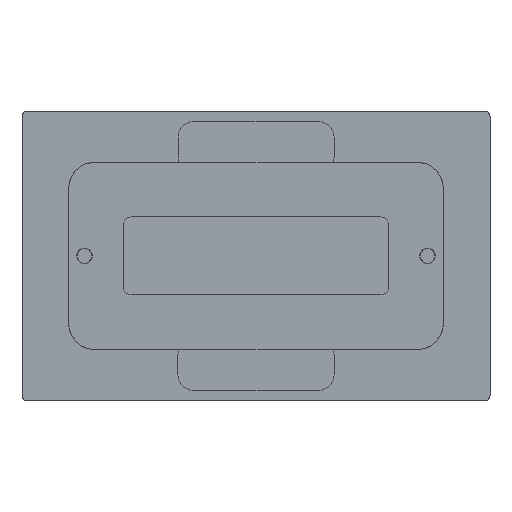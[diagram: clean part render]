
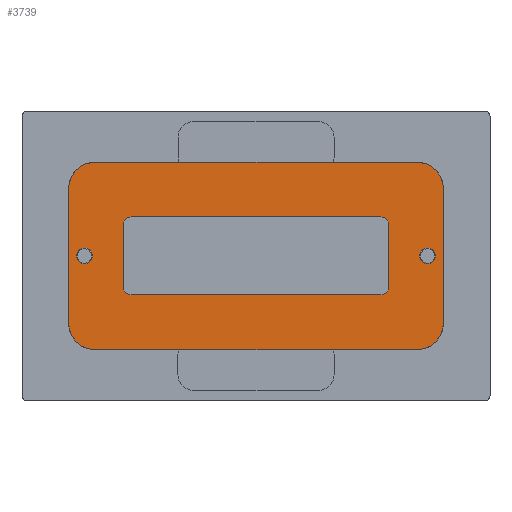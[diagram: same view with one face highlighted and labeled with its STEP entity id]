
A CAD part, top view. The second image highlights one B-rep face of the part: STEP entity #3739.
In plain terms, the highlighted planar face has unit normal (0, 0, 1).
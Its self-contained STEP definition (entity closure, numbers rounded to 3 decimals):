
#142=CIRCLE('',#4140,5.);
#143=CIRCLE('',#4143,5.);
#148=CIRCLE('',#4156,1.5);
#149=CIRCLE('',#4157,1.5);
#150=CIRCLE('',#4158,1.5);
#151=CIRCLE('',#4159,1.5);
#152=CIRCLE('',#4160,1.5);
#153=CIRCLE('',#4161,1.5);
#154=CIRCLE('',#4162,5.);
#155=CIRCLE('',#4163,5.);
#1072=ORIENTED_EDGE('',*,*,#1816,.T.);
#1073=ORIENTED_EDGE('',*,*,#1817,.T.);
#1074=ORIENTED_EDGE('',*,*,#1802,.F.);
#1075=ORIENTED_EDGE('',*,*,#1818,.T.);
#1076=ORIENTED_EDGE('',*,*,#1806,.F.);
#1077=ORIENTED_EDGE('',*,*,#1819,.T.);
#1078=ORIENTED_EDGE('',*,*,#1808,.F.);
#1079=ORIENTED_EDGE('',*,*,#1820,.T.);
#1080=ORIENTED_EDGE('',*,*,#1811,.F.);
#1081=ORIENTED_EDGE('',*,*,#1821,.T.);
#1082=ORIENTED_EDGE('',*,*,#1767,.T.);
#1083=ORIENTED_EDGE('',*,*,#1787,.T.);
#1084=ORIENTED_EDGE('',*,*,#1814,.T.);
#1085=ORIENTED_EDGE('',*,*,#1822,.T.);
#1086=ORIENTED_EDGE('',*,*,#1763,.T.);
#1087=ORIENTED_EDGE('',*,*,#1823,.T.);
#1088=ORIENTED_EDGE('',*,*,#1800,.T.);
#1089=ORIENTED_EDGE('',*,*,#1783,.T.);
#1763=EDGE_CURVE('',#2193,#2192,#2533,.T.);
#1767=EDGE_CURVE('',#2197,#2196,#2537,.T.);
#1783=EDGE_CURVE('',#2210,#2197,#142,.T.);
#1787=EDGE_CURVE('',#2196,#2211,#143,.T.);
#1800=EDGE_CURVE('',#2224,#2210,#2556,.T.);
#1802=EDGE_CURVE('',#2225,#2226,#2558,.T.);
#1806=EDGE_CURVE('',#2227,#2228,#2562,.T.);
#1808=EDGE_CURVE('',#2229,#2230,#2564,.T.);
#1811=EDGE_CURVE('',#2231,#2232,#2567,.T.);
#1814=EDGE_CURVE('',#2211,#2233,#2570,.T.);
#1816=EDGE_CURVE('',#2234,#2234,#148,.F.);
#1817=EDGE_CURVE('',#2235,#2235,#149,.F.);
#1818=EDGE_CURVE('',#2225,#2228,#150,.F.);
#1819=EDGE_CURVE('',#2227,#2230,#151,.F.);
#1820=EDGE_CURVE('',#2229,#2232,#152,.F.);
#1821=EDGE_CURVE('',#2231,#2226,#153,.F.);
#1822=EDGE_CURVE('',#2233,#2193,#154,.T.);
#1823=EDGE_CURVE('',#2192,#2224,#155,.T.);
#2192=VERTEX_POINT('',#6128);
#2193=VERTEX_POINT('',#6130);
#2196=VERTEX_POINT('',#6137);
#2197=VERTEX_POINT('',#6139);
#2210=VERTEX_POINT('',#6170);
#2211=VERTEX_POINT('',#6175);
#2224=VERTEX_POINT('',#6204);
#2225=VERTEX_POINT('',#6208);
#2226=VERTEX_POINT('',#6209);
#2227=VERTEX_POINT('',#6214);
#2228=VERTEX_POINT('',#6216);
#2229=VERTEX_POINT('',#6220);
#2230=VERTEX_POINT('',#6221);
#2231=VERTEX_POINT('',#6226);
#2232=VERTEX_POINT('',#6227);
#2233=VERTEX_POINT('',#6232);
#2234=VERTEX_POINT('',#6236);
#2235=VERTEX_POINT('',#6238);
#2533=LINE('',#6129,#2841);
#2537=LINE('',#6138,#2845);
#2556=LINE('',#6203,#2864);
#2558=LINE('',#6207,#2866);
#2562=LINE('',#6215,#2870);
#2564=LINE('',#6219,#2872);
#2567=LINE('',#6225,#2875);
#2570=LINE('',#6231,#2878);
#2841=VECTOR('',#4969,1000.);
#2845=VECTOR('',#4975,1000.);
#2864=VECTOR('',#5032,1000.);
#2866=VECTOR('',#5036,1000.);
#2870=VECTOR('',#5042,1000.);
#2872=VECTOR('',#5046,1000.);
#2875=VECTOR('',#5051,1000.);
#2878=VECTOR('',#5056,1000.);
#3121=EDGE_LOOP('',(#1072));
#3122=EDGE_LOOP('',(#1073));
#3123=EDGE_LOOP('',(#1074,#1075,#1076,#1077,#1078,#1079,#1080,#1081));
#3124=EDGE_LOOP('',(#1082,#1083,#1084,#1085,#1086,#1087,#1088,#1089));
#3395=FACE_BOUND('',#3121,.T.);
#3396=FACE_BOUND('',#3122,.T.);
#3397=FACE_BOUND('',#3123,.T.);
#3398=FACE_BOUND('',#3124,.T.);
#3587=PLANE('',#4155);
#3739=ADVANCED_FACE('',(#3395,#3396,#3397,#3398),#3587,.T.);
#4140=AXIS2_PLACEMENT_3D('',#6169,#5002,#5003);
#4143=AXIS2_PLACEMENT_3D('',#6176,#5010,#5011);
#4155=AXIS2_PLACEMENT_3D('',#6234,#5058,#5059);
#4156=AXIS2_PLACEMENT_3D('',#6235,#5060,#5061);
#4157=AXIS2_PLACEMENT_3D('',#6237,#5062,#5063);
#4158=AXIS2_PLACEMENT_3D('',#6239,#5064,#5065);
#4159=AXIS2_PLACEMENT_3D('',#6240,#5066,#5067);
#4160=AXIS2_PLACEMENT_3D('',#6241,#5068,#5069);
#4161=AXIS2_PLACEMENT_3D('',#6242,#5070,#5071);
#4162=AXIS2_PLACEMENT_3D('',#6243,#5072,#5073);
#4163=AXIS2_PLACEMENT_3D('',#6244,#5074,#5075);
#4969=DIRECTION('',(-1.,0.,0.));
#4975=DIRECTION('',(1.,0.,0.));
#5002=DIRECTION('',(0.,0.,1.));
#5003=DIRECTION('',(1.,0.,0.));
#5010=DIRECTION('',(0.,0.,1.));
#5011=DIRECTION('',(1.,0.,0.));
#5032=DIRECTION('',(0.,-1.,0.));
#5036=DIRECTION('',(0.,-1.,0.));
#5042=DIRECTION('',(-1.,0.,0.));
#5046=DIRECTION('',(0.,1.,0.));
#5051=DIRECTION('',(1.,0.,0.));
#5056=DIRECTION('',(0.,1.,0.));
#5058=DIRECTION('',(0.,0.,1.));
#5059=DIRECTION('',(1.,0.,0.));
#5060=DIRECTION('',(0.,0.,1.));
#5061=DIRECTION('',(1.,0.,0.));
#5062=DIRECTION('',(0.,0.,1.));
#5063=DIRECTION('',(1.,0.,0.));
#5064=DIRECTION('',(0.,0.,1.));
#5065=DIRECTION('',(1.,0.,0.));
#5066=DIRECTION('',(0.,0.,1.));
#5067=DIRECTION('',(1.,0.,0.));
#5068=DIRECTION('',(0.,0.,1.));
#5069=DIRECTION('',(1.,0.,0.));
#5070=DIRECTION('',(0.,0.,1.));
#5071=DIRECTION('',(1.,0.,0.));
#5072=DIRECTION('',(0.,0.,1.));
#5073=DIRECTION('',(1.,0.,0.));
#5074=DIRECTION('',(0.,0.,1.));
#5075=DIRECTION('',(1.,0.,0.));
#6128=CARTESIAN_POINT('',(-31.,18.,4.));
#6129=CARTESIAN_POINT('',(36.,18.,4.));
#6130=CARTESIAN_POINT('',(31.,18.,4.));
#6137=CARTESIAN_POINT('',(31.,-18.,4.));
#6138=CARTESIAN_POINT('',(-36.,-18.,4.));
#6139=CARTESIAN_POINT('',(-31.,-18.,4.));
#6169=CARTESIAN_POINT('',(-31.,-13.,4.));
#6170=CARTESIAN_POINT('',(-36.,-13.,4.));
#6175=CARTESIAN_POINT('',(36.,-13.,4.));
#6176=CARTESIAN_POINT('',(31.,-13.,4.));
#6203=CARTESIAN_POINT('',(-36.,18.,4.));
#6204=CARTESIAN_POINT('',(-36.,13.,4.));
#6207=CARTESIAN_POINT('',(-25.5,7.5,4.));
#6208=CARTESIAN_POINT('',(-25.5,6.,4.));
#6209=CARTESIAN_POINT('',(-25.5,-6.,4.));
#6214=CARTESIAN_POINT('',(24.,7.5,4.));
#6215=CARTESIAN_POINT('',(25.5,7.5,4.));
#6216=CARTESIAN_POINT('',(-24.,7.5,4.));
#6219=CARTESIAN_POINT('',(25.5,-7.5,4.));
#6220=CARTESIAN_POINT('',(25.5,-6.,4.));
#6221=CARTESIAN_POINT('',(25.5,6.,4.));
#6225=CARTESIAN_POINT('',(-25.5,-7.5,4.));
#6226=CARTESIAN_POINT('',(-24.,-7.5,4.));
#6227=CARTESIAN_POINT('',(24.,-7.5,4.));
#6231=CARTESIAN_POINT('',(36.,-18.,4.));
#6232=CARTESIAN_POINT('',(36.,13.,4.));
#6234=CARTESIAN_POINT('',(0.,0.,4.));
#6235=CARTESIAN_POINT('',(33.,0.,4.));
#6236=CARTESIAN_POINT('',(34.5,0.,4.));
#6237=CARTESIAN_POINT('',(-33.,0.,4.));
#6238=CARTESIAN_POINT('',(-31.5,0.,4.));
#6239=CARTESIAN_POINT('',(-24.,6.,4.));
#6240=CARTESIAN_POINT('',(24.,6.,4.));
#6241=CARTESIAN_POINT('',(24.,-6.,4.));
#6242=CARTESIAN_POINT('',(-24.,-6.,4.));
#6243=CARTESIAN_POINT('',(31.,13.,4.));
#6244=CARTESIAN_POINT('',(-31.,13.,4.));
